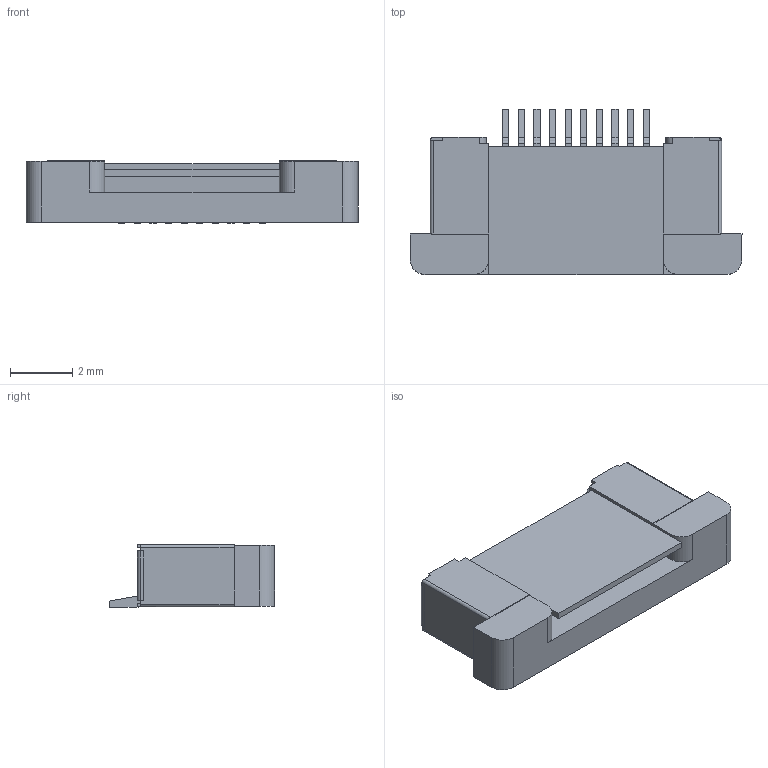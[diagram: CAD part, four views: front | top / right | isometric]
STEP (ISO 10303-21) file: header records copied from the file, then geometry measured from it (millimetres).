
FILE_DESCRIPTION(('FreeCAD Model'),'2;1');
FILE_NAME('Open CASCADE Shape Model','2024-01-04T18:05:58',(''),(''), 'Open CASCADE STEP processor 7.6','FreeCAD','Unknown');
FILE_SCHEMA(('AUTOMOTIVE_DESIGN { 1 0 10303 214 1 1 1 1 }'));
Length unit declared in the file: millimetre
Products named in the file (2): Part; Body001
Assembly tree (1 placements, depth 2):
  Part
    Body001
Bounding box: 10.65 x 5.3 x 2.01 mm (x, y, z)
Volume: 73.1 mm3; surface area: 210.7 mm2
Topology: 1 solids, 1 shells, 207 faces, 584 edges, 388 vertices
Faces by surface type: plane 163, cylinder 44
Entity records: 15365 total; most frequent: CARTESIAN_POINT 2609, DIRECTION 2068, LINE 1384, VECTOR 1384, ORIENTED_EDGE 1168, PCURVE 1168, DEFINITIONAL_REPRESENTATION 1168, EDGE_CURVE 584
